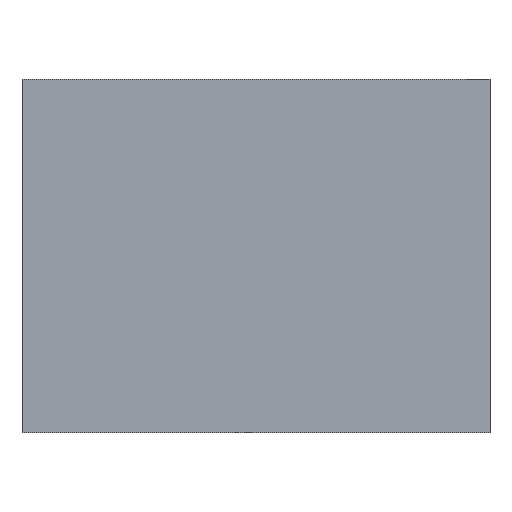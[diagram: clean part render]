
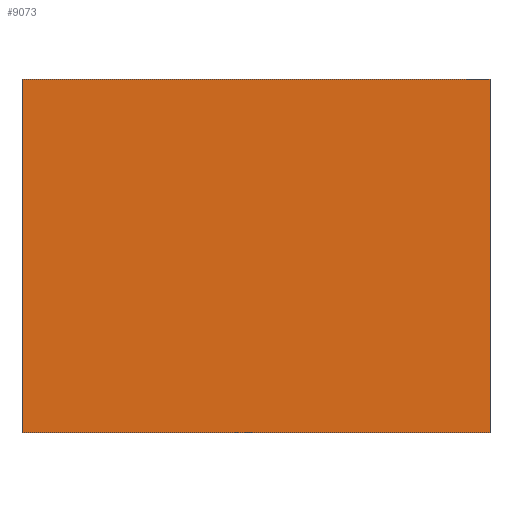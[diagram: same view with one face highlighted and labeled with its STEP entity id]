
A CAD part, front view. The second image highlights one B-rep face of the part: STEP entity #9073.
In plain terms, the highlighted planar face has unit normal (0, -1, 0).
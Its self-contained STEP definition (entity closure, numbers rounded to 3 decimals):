
#1058=LINE('',#17822,#1598);
#1060=LINE('',#17826,#1600);
#1061=LINE('',#17828,#1601);
#1062=LINE('',#17830,#1602);
#1598=VECTOR('',#12452,1000.);
#1600=VECTOR('',#12456,1000.);
#1601=VECTOR('',#12457,1000.);
#1602=VECTOR('',#12458,1000.);
#1969=PLANE('',#10246);
#3954=ORIENTED_EDGE('',*,*,#5318,.T.);
#3955=ORIENTED_EDGE('',*,*,#5320,.T.);
#3956=ORIENTED_EDGE('',*,*,#5321,.F.);
#3957=ORIENTED_EDGE('',*,*,#5322,.F.);
#5318=EDGE_CURVE('',#6183,#6182,#1058,.T.);
#5320=EDGE_CURVE('',#6182,#6184,#1060,.T.);
#5321=EDGE_CURVE('',#6185,#6184,#1061,.T.);
#5322=EDGE_CURVE('',#6183,#6185,#1062,.T.);
#6182=VERTEX_POINT('',#17821);
#6183=VERTEX_POINT('',#17823);
#6184=VERTEX_POINT('',#17827);
#6185=VERTEX_POINT('',#17829);
#7412=EDGE_LOOP('',(#3954,#3955,#3956,#3957));
#8316=FACE_BOUND('',#7412,.T.);
#9073=ADVANCED_FACE('',(#8316),#1969,.F.);
#10246=AXIS2_PLACEMENT_3D('',#17825,#12454,#12455);
#12452=DIRECTION('',(0.,0.,-1.));
#12454=DIRECTION('',(0.,1.,0.));
#12455=DIRECTION('',(0.,0.,1.));
#12456=DIRECTION('',(1.,0.,0.));
#12457=DIRECTION('',(0.,0.,-1.));
#12458=DIRECTION('',(1.,0.,0.));
#17821=CARTESIAN_POINT('',(-2650.,-3650.,-400.));
#17822=CARTESIAN_POINT('',(-2650.,-3650.,3600.));
#17823=CARTESIAN_POINT('',(-2650.,-3650.,3600.));
#17825=CARTESIAN_POINT('',(-2650.,-3650.,3600.));
#17826=CARTESIAN_POINT('',(-2650.,-3650.,-400.));
#17827=CARTESIAN_POINT('',(2650.,-3650.,-400.));
#17828=CARTESIAN_POINT('',(2650.,-3650.,3600.));
#17829=CARTESIAN_POINT('',(2650.,-3650.,3600.));
#17830=CARTESIAN_POINT('',(-2650.,-3650.,3600.));
